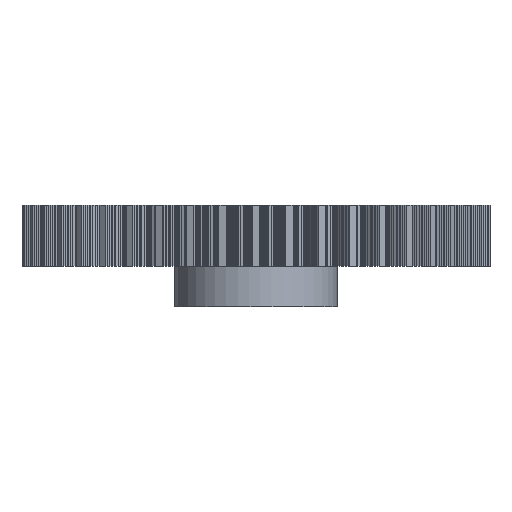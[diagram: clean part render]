
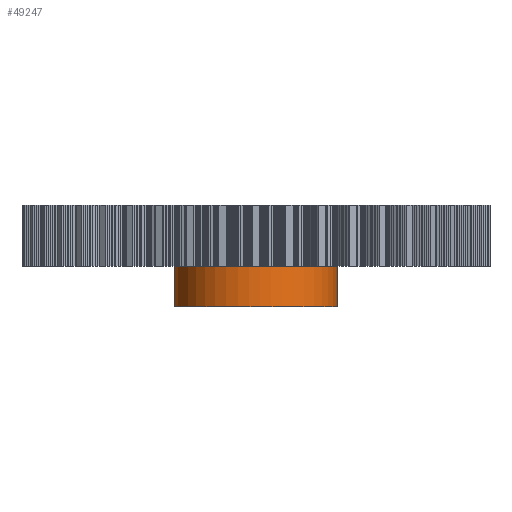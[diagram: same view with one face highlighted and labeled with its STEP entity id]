
A CAD part, front view. The second image highlights one B-rep face of the part: STEP entity #49247.
In plain terms, the highlighted free-form (B-spline) face has degree [2, 1] with [5, 2] control points.
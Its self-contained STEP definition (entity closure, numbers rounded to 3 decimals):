
#22 = VERTEX_POINT('',#23);
#23 = CARTESIAN_POINT('',(-5.275,0.,
    -2.637));
#24 = VERTEX_POINT('',#25);
#25 = CARTESIAN_POINT('',(5.275,0.,
    -2.637));
#33 = EDGE_CURVE('',#22,#34,#36,.T.);
#34 = VERTEX_POINT('',#35);
#35 = CARTESIAN_POINT('',(-5.275,0.,0.));
#36 = B_SPLINE_CURVE_WITH_KNOTS('',1,(#37,#38),.UNSPECIFIED.,.F.,.F.,(2,
    2),(0.,2.),.PIECEWISE_BEZIER_KNOTS.);
#37 = CARTESIAN_POINT('',(-5.275,0.,
    -2.637));
#38 = CARTESIAN_POINT('',(-5.275,0.,0.));
#41 = VERTEX_POINT('',#42);
#42 = CARTESIAN_POINT('',(5.275,0.,0.));
#50 = EDGE_CURVE('',#24,#41,#51,.T.);
#51 = B_SPLINE_CURVE_WITH_KNOTS('',1,(#52,#53),.UNSPECIFIED.,.F.,.F.,(2,
    2),(0.,2.),.PIECEWISE_BEZIER_KNOTS.);
#52 = CARTESIAN_POINT('',(5.275,0.,
    -2.637));
#53 = CARTESIAN_POINT('',(5.275,0.,0.));
#11598 = EDGE_CURVE('',#41,#34,#11599,.T.);
#11599 = ( BOUNDED_CURVE() B_SPLINE_CURVE(2,(#11600,#11601,#11602,#11603
,#11604),.UNSPECIFIED.,.F.,.F.) B_SPLINE_CURVE_WITH_KNOTS((3,2,3),(0.,
1.571,3.142),.PIECEWISE_BEZIER_KNOTS.) CURVE() 
GEOMETRIC_REPRESENTATION_ITEM() RATIONAL_B_SPLINE_CURVE((1.,
0.707,1.,0.707,1.)) REPRESENTATION_ITEM('') );
#11600 = CARTESIAN_POINT('',(5.275,0.,0.));
#11601 = CARTESIAN_POINT('',(5.275,-5.275,0.));
#11602 = CARTESIAN_POINT('',(0.,-5.275,0.));
#11603 = CARTESIAN_POINT('',(-5.275,-5.275,0.));
#11604 = CARTESIAN_POINT('',(-5.275,0.,0.));
#49230 = EDGE_CURVE('',#24,#22,#49231,.T.);
#49231 = ( BOUNDED_CURVE() B_SPLINE_CURVE(2,(#49232,#49233,#49234,#49235
,#49236),.UNSPECIFIED.,.F.,.F.) B_SPLINE_CURVE_WITH_KNOTS((3,2,3),(
    3.142,4.712,6.283),
.PIECEWISE_BEZIER_KNOTS.) CURVE() GEOMETRIC_REPRESENTATION_ITEM() 
RATIONAL_B_SPLINE_CURVE((1.,0.707,1.,0.707,1.)) 
REPRESENTATION_ITEM('') );
#49232 = CARTESIAN_POINT('',(5.275,0.,
    -2.637));
#49233 = CARTESIAN_POINT('',(5.275,-5.275,
    -2.637));
#49234 = CARTESIAN_POINT('',(0.,-5.275,
    -2.637));
#49235 = CARTESIAN_POINT('',(-5.275,-5.275,
    -2.637));
#49236 = CARTESIAN_POINT('',(-5.275,0.,
    -2.637));
#49247 = ADVANCED_FACE('',(#49248),#49254,.T.);
#49248 = FACE_BOUND('',#49249,.T.);
#49249 = EDGE_LOOP('',(#49250,#49251,#49252,#49253));
#49250 = ORIENTED_EDGE('',*,*,#33,.F.);
#49251 = ORIENTED_EDGE('',*,*,#49230,.F.);
#49252 = ORIENTED_EDGE('',*,*,#50,.T.);
#49253 = ORIENTED_EDGE('',*,*,#11598,.T.);
#49254 = ( BOUNDED_SURFACE() B_SPLINE_SURFACE(2,1,(
    (#49255,#49256)
    ,(#49257,#49258)
    ,(#49259,#49260)
    ,(#49261,#49262)
    ,(#49263,#49264
)),.UNSPECIFIED.,.F.,.F.,.F.) B_SPLINE_SURFACE_WITH_KNOTS((3,2,3),(2,2),
  (3.142,4.712,6.283),(0.,2.),
.PIECEWISE_BEZIER_KNOTS.) GEOMETRIC_REPRESENTATION_ITEM() 
RATIONAL_B_SPLINE_SURFACE((
    (1.,1.)
    ,(0.707,0.707)
    ,(1.,1.)
    ,(0.707,0.707)
,(1.,1.))) REPRESENTATION_ITEM('') SURFACE() );
#49255 = CARTESIAN_POINT('',(-5.275,0.,
    -2.637));
#49256 = CARTESIAN_POINT('',(-5.275,0.,0.));
#49257 = CARTESIAN_POINT('',(-5.275,-5.275,
    -2.637));
#49258 = CARTESIAN_POINT('',(-5.275,-5.275,0.));
#49259 = CARTESIAN_POINT('',(0.,-5.275,
    -2.637));
#49260 = CARTESIAN_POINT('',(0.,-5.275,0.));
#49261 = CARTESIAN_POINT('',(5.275,-5.275,
    -2.637));
#49262 = CARTESIAN_POINT('',(5.275,-5.275,0.));
#49263 = CARTESIAN_POINT('',(5.275,0.,
    -2.637));
#49264 = CARTESIAN_POINT('',(5.275,0.,0.));
